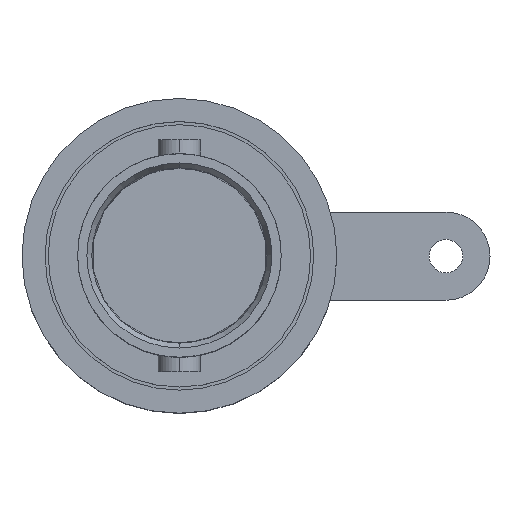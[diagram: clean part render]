
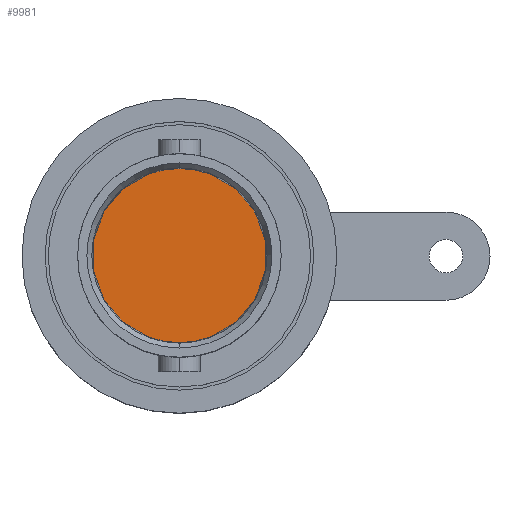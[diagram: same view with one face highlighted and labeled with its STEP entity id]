
A CAD part, top view. The second image highlights one B-rep face of the part: STEP entity #9981.
In plain terms, the highlighted planar face has unit normal (0, 0, 1).
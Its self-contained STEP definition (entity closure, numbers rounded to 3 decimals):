
#682 = ORIENTED_EDGE ( 'NONE', *, *, #11286, .T. ) ;
#1142 = AXIS2_PLACEMENT_3D ( 'NONE', #1184, #7419, #2064 ) ;
#1184 = CARTESIAN_POINT ( 'NONE',  ( 0., 0., -2.184 ) ) ;
#1616 = CARTESIAN_POINT ( 'NONE',  ( 0., 0., -2.184 ) ) ;
#2064 = DIRECTION ( 'NONE',  ( -1., 0., 0. ) ) ;
#2506 = DIRECTION ( 'NONE',  ( 0., 0., -1. ) ) ;
#2712 = VERTEX_POINT ( 'NONE', #5551 ) ;
#3135 = EDGE_CURVE ( 'NONE', #8673, #2712, #3544, .T. ) ;
#3544 = CIRCLE ( 'NONE', #1142, 4.149 ) ;
#3935 = CARTESIAN_POINT ( 'NONE',  ( 0., -4.149, -2.184 ) ) ;
#4149 = CARTESIAN_POINT ( 'NONE',  ( 0., 0., -2.184 ) ) ;
#4622 = AXIS2_PLACEMENT_3D ( 'NONE', #1616, #2506, #8749 ) ;
#5044 = DIRECTION ( 'NONE',  ( -1., 0., 0. ) ) ;
#5138 = CIRCLE ( 'NONE', #7646, 4.149 ) ;
#5542 = FACE_OUTER_BOUND ( 'NONE', #11555, .T. ) ;
#5551 = CARTESIAN_POINT ( 'NONE',  ( 0., 4.149, -2.184 ) ) ;
#7419 = DIRECTION ( 'NONE',  ( 0., 0., 1. ) ) ;
#7646 = AXIS2_PLACEMENT_3D ( 'NONE', #4149, #10399, #5044 ) ;
#8673 = VERTEX_POINT ( 'NONE', #3935 ) ;
#8689 = PLANE ( 'NONE',  #4622 ) ;
#8749 = DIRECTION ( 'NONE',  ( -1., 0., 0. ) ) ;
#9981 = ADVANCED_FACE ( 'NONE', ( #5542 ), #8689, .F. ) ;
#10161 = ORIENTED_EDGE ( 'NONE', *, *, #3135, .T. ) ;
#10399 = DIRECTION ( 'NONE',  ( 0., 0., 1. ) ) ;
#11286 = EDGE_CURVE ( 'NONE', #2712, #8673, #5138, .T. ) ;
#11555 = EDGE_LOOP ( 'NONE', ( #10161, #682 ) ) ;
